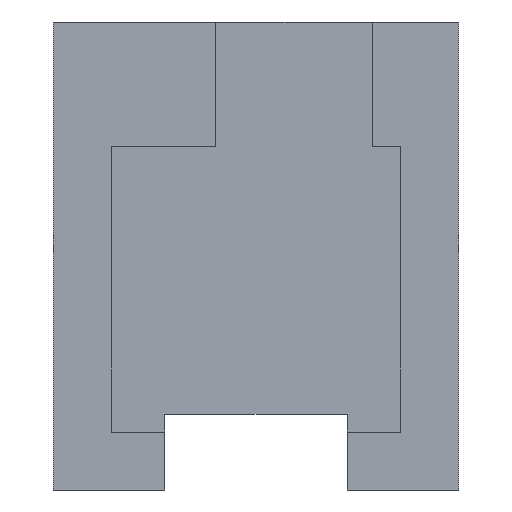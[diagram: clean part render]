
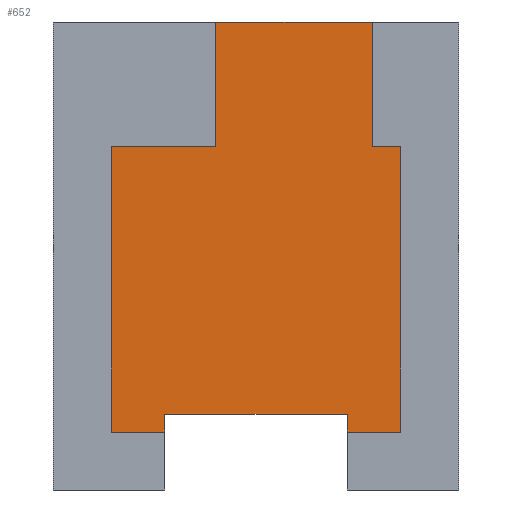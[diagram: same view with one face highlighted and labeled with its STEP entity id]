
A CAD part, front view. The second image highlights one B-rep face of the part: STEP entity #652.
In plain terms, the highlighted planar face has unit normal (0, -1, 0).
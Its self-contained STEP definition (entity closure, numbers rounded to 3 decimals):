
#40=FACE_OUTER_BOUND('',#74,.T.);
#74=EDGE_LOOP('',(#515,#516,#517,#518,#519,#520,#521,#522,#523,#524,#525,
#526));
#125=LINE('',#961,#215);
#129=LINE('',#969,#219);
#132=LINE('',#976,#222);
#136=LINE('',#983,#226);
#142=LINE('',#995,#232);
#143=LINE('',#997,#233);
#144=LINE('',#999,#234);
#145=LINE('',#1001,#235);
#146=LINE('',#1003,#236);
#147=LINE('',#1005,#237);
#148=LINE('',#1007,#238);
#149=LINE('',#1008,#239);
#215=VECTOR('',#788,10.);
#219=VECTOR('',#794,10.);
#222=VECTOR('',#799,10.);
#226=VECTOR('',#805,10.);
#232=VECTOR('',#815,10.);
#233=VECTOR('',#816,10.);
#234=VECTOR('',#817,10.);
#235=VECTOR('',#818,10.);
#236=VECTOR('',#819,10.);
#237=VECTOR('',#820,10.);
#238=VECTOR('',#821,10.);
#239=VECTOR('',#822,10.);
#293=VERTEX_POINT('',#959);
#294=VERTEX_POINT('',#960);
#297=VERTEX_POINT('',#968);
#299=VERTEX_POINT('',#974);
#300=VERTEX_POINT('',#975);
#306=VERTEX_POINT('',#994);
#307=VERTEX_POINT('',#996);
#308=VERTEX_POINT('',#998);
#309=VERTEX_POINT('',#1000);
#310=VERTEX_POINT('',#1002);
#311=VERTEX_POINT('',#1004);
#312=VERTEX_POINT('',#1006);
#365=EDGE_CURVE('',#293,#294,#125,.T.);
#369=EDGE_CURVE('',#294,#297,#129,.T.);
#372=EDGE_CURVE('',#299,#300,#132,.T.);
#376=EDGE_CURVE('',#300,#293,#136,.T.);
#382=EDGE_CURVE('',#297,#306,#142,.T.);
#383=EDGE_CURVE('',#306,#307,#143,.T.);
#384=EDGE_CURVE('',#307,#308,#144,.T.);
#385=EDGE_CURVE('',#308,#309,#145,.T.);
#386=EDGE_CURVE('',#309,#310,#146,.T.);
#387=EDGE_CURVE('',#310,#311,#147,.T.);
#388=EDGE_CURVE('',#311,#312,#148,.T.);
#389=EDGE_CURVE('',#312,#299,#149,.T.);
#515=ORIENTED_EDGE('',*,*,#372,.T.);
#516=ORIENTED_EDGE('',*,*,#376,.T.);
#517=ORIENTED_EDGE('',*,*,#365,.T.);
#518=ORIENTED_EDGE('',*,*,#369,.T.);
#519=ORIENTED_EDGE('',*,*,#382,.T.);
#520=ORIENTED_EDGE('',*,*,#383,.T.);
#521=ORIENTED_EDGE('',*,*,#384,.T.);
#522=ORIENTED_EDGE('',*,*,#385,.T.);
#523=ORIENTED_EDGE('',*,*,#386,.T.);
#524=ORIENTED_EDGE('',*,*,#387,.T.);
#525=ORIENTED_EDGE('',*,*,#388,.T.);
#526=ORIENTED_EDGE('',*,*,#389,.T.);
#618=PLANE('',#702);
#652=ADVANCED_FACE('',(#40),#618,.T.);
#702=AXIS2_PLACEMENT_3D('',#993,#813,#814);
#788=DIRECTION('',(-1.,0.,0.));
#794=DIRECTION('',(0.,0.,1.));
#799=DIRECTION('',(1.,0.,0.));
#805=DIRECTION('',(0.,0.,1.));
#813=DIRECTION('center_axis',(0.,-1.,0.));
#814=DIRECTION('ref_axis',(0.,0.,-1.));
#815=DIRECTION('',(-1.,0.,0.));
#816=DIRECTION('',(0.,0.,-1.));
#817=DIRECTION('',(-1.,0.,0.));
#818=DIRECTION('',(0.,0.,-1.));
#819=DIRECTION('',(1.,0.,0.));
#820=DIRECTION('',(0.,0.,1.));
#821=DIRECTION('',(1.,0.,0.));
#822=DIRECTION('',(0.,0.,-1.));
#959=CARTESIAN_POINT('',(68.,-3.5,67.));
#960=CARTESIAN_POINT('',(61.558,-3.5,67.));
#961=CARTESIAN_POINT('',(48.529,-3.5,67.));
#968=CARTESIAN_POINT('',(61.558,-3.5,95.));
#969=CARTESIAN_POINT('',(61.558,-3.5,68.75));
#974=CARTESIAN_POINT('',(56.,-3.5,3.));
#975=CARTESIAN_POINT('',(68.,-3.5,3.));
#976=CARTESIAN_POINT('',(51.75,-3.5,3.));
#983=CARTESIAN_POINT('',(68.,-3.5,54.75));
#993=CARTESIAN_POINT('Origin',(35.5,-3.5,42.5));
#994=CARTESIAN_POINT('',(26.5,-3.5,95.));
#995=CARTESIAN_POINT('',(-10.,-3.5,95.));
#996=CARTESIAN_POINT('',(26.5,-3.5,67.));
#997=CARTESIAN_POINT('',(26.5,-3.5,54.75));
#998=CARTESIAN_POINT('',(3.,-3.5,67.));
#999=CARTESIAN_POINT('',(19.25,-3.5,67.));
#1000=CARTESIAN_POINT('',(3.,-3.5,3.));
#1001=CARTESIAN_POINT('',(3.,-3.5,22.75));
#1002=CARTESIAN_POINT('',(15.,-3.5,3.));
#1003=CARTESIAN_POINT('',(25.25,-3.5,3.));
#1004=CARTESIAN_POINT('',(15.,-3.5,7.));
#1005=CARTESIAN_POINT('',(15.,-3.5,-10.));
#1006=CARTESIAN_POINT('',(56.,-3.5,7.));
#1007=CARTESIAN_POINT('',(15.,-3.5,7.));
#1008=CARTESIAN_POINT('',(56.,-3.5,7.));
